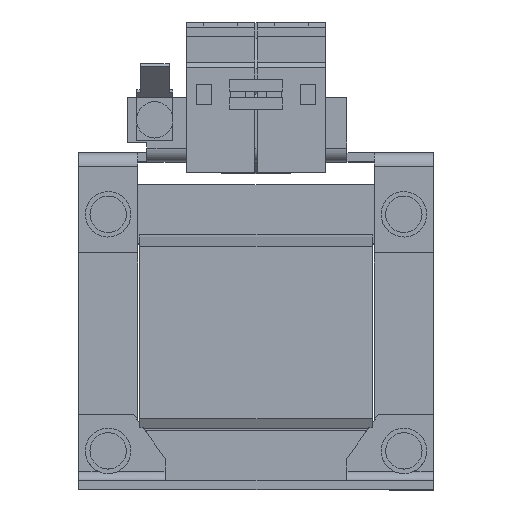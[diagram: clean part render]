
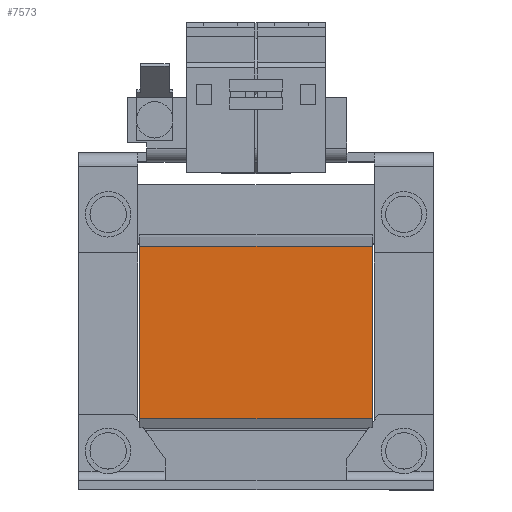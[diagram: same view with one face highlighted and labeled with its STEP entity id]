
A CAD part, top view. The second image highlights one B-rep face of the part: STEP entity #7573.
In plain terms, the highlighted planar face has unit normal (0, 0, 1).
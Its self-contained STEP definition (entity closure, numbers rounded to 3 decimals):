
#380 = EDGE_CURVE ( 'NONE', #425, #427, #9253, .T. ) ;
#425 = VERTEX_POINT ( 'NONE', #3429 ) ;
#427 = VERTEX_POINT ( 'NONE', #1357 ) ;
#492 = DIRECTION ( 'NONE',  ( -1., 0., 0. ) ) ;
#544 = VECTOR ( 'NONE', #4334, 1000. ) ;
#720 = EDGE_CURVE ( 'NONE', #6551, #6527, #10839, .T. ) ;
#805 = DIRECTION ( 'NONE',  ( 0., -1., 0. ) ) ;
#1357 = CARTESIAN_POINT ( 'NONE',  ( 25.5, -19., 29.45 ) ) ;
#1657 = PLANE ( 'NONE',  #3114 ) ;
#1689 = EDGE_LOOP ( 'NONE', ( #7688, #4149, #10213, #5093 ) ) ;
#1710 = LINE ( 'NONE', #7536, #6767 ) ;
#2763 = CARTESIAN_POINT ( 'NONE',  ( 25.5, 19., 29.45 ) ) ;
#3114 = AXIS2_PLACEMENT_3D ( 'NONE', #2763, #12813, #8737 ) ;
#3232 = FACE_OUTER_BOUND ( 'NONE', #1689, .T. ) ;
#3429 = CARTESIAN_POINT ( 'NONE',  ( 25.5, 19., 29.45 ) ) ;
#4094 = LINE ( 'NONE', #4168, #6475 ) ;
#4149 = ORIENTED_EDGE ( 'NONE', *, *, #11657, .F. ) ;
#4168 = CARTESIAN_POINT ( 'NONE',  ( 25.5, 19., 29.45 ) ) ;
#4334 = DIRECTION ( 'NONE',  ( 0., -1., 0. ) ) ;
#5093 = ORIENTED_EDGE ( 'NONE', *, *, #9665, .T. ) ;
#5210 = DIRECTION ( 'NONE',  ( -1., 0., 0. ) ) ;
#6475 = VECTOR ( 'NONE', #5210, 1000. ) ;
#6527 = VERTEX_POINT ( 'NONE', #7224 ) ;
#6551 = VERTEX_POINT ( 'NONE', #8231 ) ;
#6767 = VECTOR ( 'NONE', #492, 1000. ) ;
#7224 = CARTESIAN_POINT ( 'NONE',  ( -25.5, -19., 29.45 ) ) ;
#7492 = VECTOR ( 'NONE', #805, 1000. ) ;
#7536 = CARTESIAN_POINT ( 'NONE',  ( 25.5, -19., 29.45 ) ) ;
#7573 = ADVANCED_FACE ( 'NONE', ( #3232 ), #1657, .F. ) ;
#7688 = ORIENTED_EDGE ( 'NONE', *, *, #720, .T. ) ;
#8231 = CARTESIAN_POINT ( 'NONE',  ( -25.5, 19., 29.45 ) ) ;
#8737 = DIRECTION ( 'NONE',  ( 0., 1., 0. ) ) ;
#9253 = LINE ( 'NONE', #10405, #544 ) ;
#9665 = EDGE_CURVE ( 'NONE', #425, #6551, #4094, .T. ) ;
#9936 = CARTESIAN_POINT ( 'NONE',  ( -25.5, 19., 29.45 ) ) ;
#10213 = ORIENTED_EDGE ( 'NONE', *, *, #380, .F. ) ;
#10405 = CARTESIAN_POINT ( 'NONE',  ( 25.5, 19., 29.45 ) ) ;
#10839 = LINE ( 'NONE', #9936, #7492 ) ;
#11657 = EDGE_CURVE ( 'NONE', #427, #6527, #1710, .T. ) ;
#12813 = DIRECTION ( 'NONE',  ( 0., 0., -1. ) ) ;
